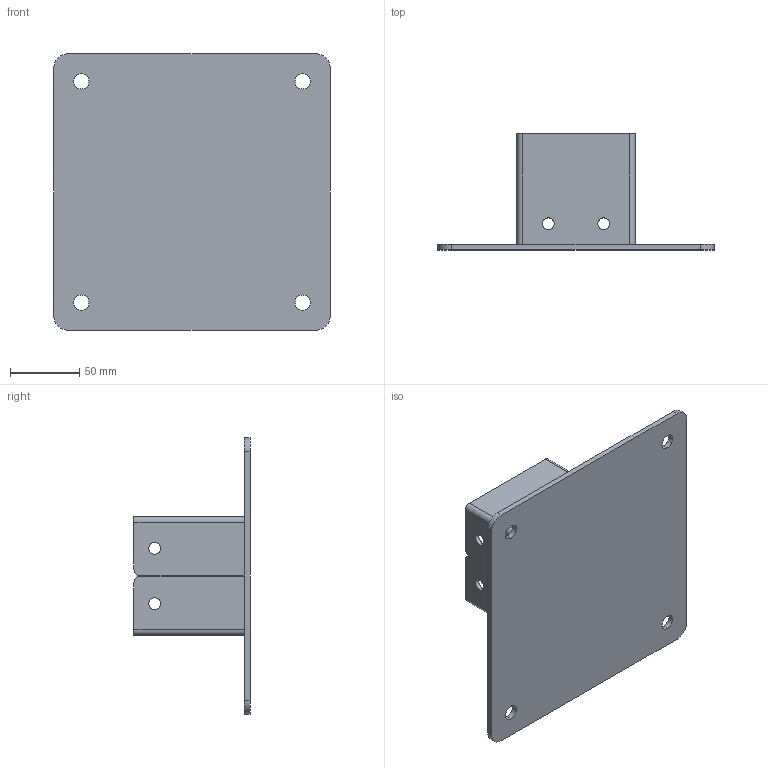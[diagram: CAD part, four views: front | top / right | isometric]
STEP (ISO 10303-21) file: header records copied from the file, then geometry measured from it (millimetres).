
FILE_DESCRIPTION (( 'STEP AP214' ), '1' );
FILE_NAME ('200x200 completeFoot plate.STEP', '2015-06-06T02:32:43', ( '' ), ( '' ), 'SwSTEP 2.0', 'SolidWorks 2015', '' );
FILE_SCHEMA (( 'AUTOMOTIVE_DESIGN' ));
Length unit declared in the file: millimetre
Products named in the file (1): 200x200 completeFoot plate
Bounding box: 200 x 84 x 200 mm (x, y, z)
Volume: 235359.8 mm3; surface area: 137776.1 mm2
Topology: 3 solids, 3 shells, 82 faces, 196 edges, 120 vertices
Faces by surface type: plane 42, cylinder 40
Entity records: 2464 total; most frequent: DIRECTION 442, CARTESIAN_POINT 399, ORIENTED_EDGE 392, EDGE_CURVE 196, AXIS2_PLACEMENT_3D 163, VERTEX_POINT 120, LINE 116, VECTOR 116
